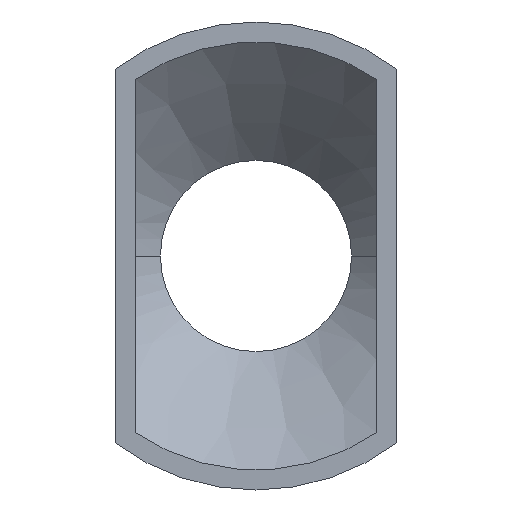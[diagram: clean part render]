
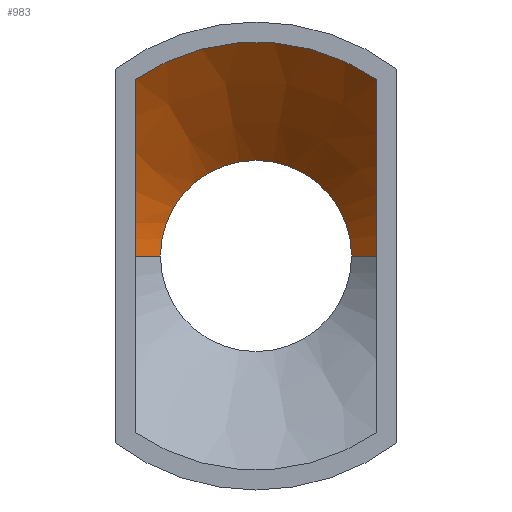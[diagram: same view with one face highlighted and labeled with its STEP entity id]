
A CAD part, front view. The second image highlights one B-rep face of the part: STEP entity #983.
In plain terms, the highlighted conical face has half-angle 46.736 degrees and reference radius 4.65 mm.
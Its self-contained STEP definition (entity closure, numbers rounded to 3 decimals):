
#608=CARTESIAN_POINT('',(2.4,-2.573,3.507));
#609=VERTEX_POINT('',#608);
#616=CARTESIAN_POINT('',(2.4,-0.832,0.));
#617=VERTEX_POINT('',#616);
#618=CARTESIAN_POINT('',(2.4,-0.832,0.));
#619=CARTESIAN_POINT('',(2.4,-0.832,0.041));
#620=CARTESIAN_POINT('',(2.4,-0.833,0.083));
#621=CARTESIAN_POINT('',(2.4,-0.835,0.124));
#622=CARTESIAN_POINT('',(2.4,-0.837,0.166));
#623=CARTESIAN_POINT('',(2.4,-0.84,0.207));
#624=CARTESIAN_POINT('',(2.4,-0.844,0.249));
#625=CARTESIAN_POINT('',(2.4,-0.848,0.29));
#626=CARTESIAN_POINT('',(2.4,-0.853,0.331));
#627=CARTESIAN_POINT('',(2.4,-0.859,0.373));
#628=CARTESIAN_POINT('',(2.4,-0.865,0.414));
#629=CARTESIAN_POINT('',(2.4,-0.872,0.455));
#630=CARTESIAN_POINT('',(2.4,-0.879,0.496));
#631=CARTESIAN_POINT('',(2.4,-0.887,0.537));
#632=CARTESIAN_POINT('',(2.4,-0.896,0.578));
#633=CARTESIAN_POINT('',(2.4,-0.905,0.618));
#634=CARTESIAN_POINT('',(2.4,-0.915,0.659));
#635=CARTESIAN_POINT('',(2.4,-0.925,0.699));
#636=CARTESIAN_POINT('',(2.4,-0.936,0.74));
#637=CARTESIAN_POINT('',(2.4,-0.948,0.78));
#638=CARTESIAN_POINT('',(2.4,-0.959,0.82));
#639=CARTESIAN_POINT('',(2.4,-0.972,0.859));
#640=CARTESIAN_POINT('',(2.4,-0.985,0.899));
#641=CARTESIAN_POINT('',(2.4,-0.998,0.938));
#642=CARTESIAN_POINT('',(2.4,-1.012,0.977));
#643=CARTESIAN_POINT('',(2.4,-1.026,1.016));
#644=CARTESIAN_POINT('',(2.4,-1.04,1.055));
#645=CARTESIAN_POINT('',(2.4,-1.055,1.094));
#646=CARTESIAN_POINT('',(2.4,-1.07,1.132));
#647=CARTESIAN_POINT('',(2.4,-1.086,1.171));
#648=CARTESIAN_POINT('',(2.4,-1.102,1.209));
#649=CARTESIAN_POINT('',(2.4,-1.118,1.247));
#650=CARTESIAN_POINT('',(2.4,-1.135,1.285));
#651=CARTESIAN_POINT('',(2.4,-1.152,1.323));
#652=CARTESIAN_POINT('',(2.4,-1.169,1.36));
#653=CARTESIAN_POINT('',(2.4,-1.187,1.398));
#654=CARTESIAN_POINT('',(2.4,-1.205,1.435));
#655=CARTESIAN_POINT('',(2.4,-1.223,1.472));
#656=CARTESIAN_POINT('',(2.4,-1.241,1.51));
#657=CARTESIAN_POINT('',(2.4,-1.26,1.547));
#658=CARTESIAN_POINT('',(2.4,-1.279,1.584));
#659=CARTESIAN_POINT('',(2.4,-1.298,1.62));
#660=CARTESIAN_POINT('',(2.4,-1.318,1.657));
#661=CARTESIAN_POINT('',(2.4,-1.337,1.694));
#662=CARTESIAN_POINT('',(2.4,-1.357,1.73));
#663=CARTESIAN_POINT('',(2.4,-1.377,1.766));
#664=CARTESIAN_POINT('',(2.4,-1.398,1.803));
#665=CARTESIAN_POINT('',(2.4,-1.418,1.839));
#666=CARTESIAN_POINT('',(2.4,-1.439,1.875));
#667=CARTESIAN_POINT('',(2.4,-1.481,1.947));
#668=CARTESIAN_POINT('',(2.4,-1.524,2.018));
#669=CARTESIAN_POINT('',(2.4,-1.567,2.089));
#670=CARTESIAN_POINT('',(2.4,-1.611,2.159));
#671=CARTESIAN_POINT('',(2.4,-1.656,2.229));
#672=CARTESIAN_POINT('',(2.4,-1.701,2.299));
#673=CARTESIAN_POINT('',(2.4,-1.723,2.334));
#674=CARTESIAN_POINT('',(2.4,-1.746,2.368));
#675=CARTESIAN_POINT('',(2.4,-1.769,2.403));
#676=CARTESIAN_POINT('',(2.4,-1.792,2.437));
#677=CARTESIAN_POINT('',(2.4,-1.815,2.472));
#678=CARTESIAN_POINT('',(2.4,-1.838,2.506));
#679=CARTESIAN_POINT('',(2.4,-1.885,2.574));
#680=CARTESIAN_POINT('',(2.4,-1.932,2.642));
#681=CARTESIAN_POINT('',(2.4,-1.98,2.71));
#682=CARTESIAN_POINT('',(2.4,-2.028,2.778));
#683=CARTESIAN_POINT('',(2.4,-2.076,2.845));
#684=CARTESIAN_POINT('',(2.4,-2.124,2.912));
#685=CARTESIAN_POINT('',(2.4,-2.173,2.979));
#686=CARTESIAN_POINT('',(2.4,-2.222,3.046));
#687=CARTESIAN_POINT('',(2.4,-2.272,3.112));
#688=CARTESIAN_POINT('',(2.4,-2.321,3.179));
#689=CARTESIAN_POINT('',(2.4,-2.371,3.245));
#690=CARTESIAN_POINT('',(2.4,-2.421,3.311));
#691=CARTESIAN_POINT('',(2.4,-2.471,3.376));
#692=CARTESIAN_POINT('',(2.4,-2.522,3.442));
#693=CARTESIAN_POINT('',(2.4,-2.573,3.507));
#694=B_SPLINE_CURVE_WITH_KNOTS('',3,(#618,#619,#620,#621,#622,#623,#624,#625,#626,#627,#628,#629,#630,#631,#632,#633,#634,#635,#636,#637,#638,#639,#640,#641,#642,#643,
#644,#645,#646,#647,#648,#649,#650,#651,#652,#653,#654,#655,#656,#657,#658,#659,#660,#661,#662,#663,#664,#665,#666,#667,#668,
#669,#670,#671,#672,#673,#674,#675,#676,#677,#678,#679,#680,#681,#682,#683,#684,#685,#686,#687,#688,#689,#690,#691,#692,#693),.UNSPECIFIED.,.F.,.F.,(4,3,3,3,3,3,3,3,3,3,3,3,3,3,3,3,3,3,3,3,3,3,3,3,3,4),(0.,0.124,0.249,0.374,0.499,0.624,0.749,0.874,0.999,1.123,1.247,1.371,1.496,1.62,1.745,1.869,1.994,2.243,2.493,2.617,2.741,2.989,3.238,3.486,3.735,3.983),.UNSPECIFIED.);
#695=EDGE_CURVE('',#617,#609,#694,.T.);
#787=CARTESIAN_POINT('',(-2.4,-2.573,3.507));
#788=VERTEX_POINT('',#787);
#795=CARTESIAN_POINT('',(-0.,-2.573,0.));
#796=DIRECTION('',(-0.,1.,0.));
#797=DIRECTION('',(1.,0.,0.));
#798=AXIS2_PLACEMENT_3D('',#795,#796,#797);
#799=CIRCLE('',#798,4.25);
#800=EDGE_CURVE('',#788,#609,#799,.T.);
#812=CARTESIAN_POINT('',(-2.4,-0.832,-0.));
#813=VERTEX_POINT('',#812);
#878=CARTESIAN_POINT('',(-2.4,-2.573,3.507));
#879=CARTESIAN_POINT('',(-2.4,-2.522,3.442));
#880=CARTESIAN_POINT('',(-2.4,-2.472,3.376));
#881=CARTESIAN_POINT('',(-2.4,-2.421,3.311));
#882=CARTESIAN_POINT('',(-2.4,-2.371,3.245));
#883=CARTESIAN_POINT('',(-2.4,-2.321,3.179));
#884=CARTESIAN_POINT('',(-2.4,-2.272,3.112));
#885=CARTESIAN_POINT('',(-2.4,-2.222,3.046));
#886=CARTESIAN_POINT('',(-2.4,-2.173,2.979));
#887=CARTESIAN_POINT('',(-2.4,-2.125,2.912));
#888=CARTESIAN_POINT('',(-2.4,-2.076,2.845));
#889=CARTESIAN_POINT('',(-2.4,-2.028,2.778));
#890=CARTESIAN_POINT('',(-2.4,-1.98,2.71));
#891=CARTESIAN_POINT('',(-2.4,-1.932,2.642));
#892=CARTESIAN_POINT('',(-2.4,-1.885,2.574));
#893=CARTESIAN_POINT('',(-2.4,-1.838,2.506));
#894=CARTESIAN_POINT('',(-2.4,-1.792,2.437));
#895=CARTESIAN_POINT('',(-2.4,-1.746,2.368));
#896=CARTESIAN_POINT('',(-2.4,-1.7,2.298));
#897=CARTESIAN_POINT('',(-2.4,-1.655,2.229));
#898=CARTESIAN_POINT('',(-2.4,-1.611,2.159));
#899=CARTESIAN_POINT('',(-2.4,-1.567,2.088));
#900=CARTESIAN_POINT('',(-2.4,-1.524,2.018));
#901=CARTESIAN_POINT('',(-2.4,-1.481,1.947));
#902=CARTESIAN_POINT('',(-2.4,-1.439,1.875));
#903=CARTESIAN_POINT('',(-2.4,-1.419,1.839));
#904=CARTESIAN_POINT('',(-2.4,-1.398,1.803));
#905=CARTESIAN_POINT('',(-2.4,-1.378,1.767));
#906=CARTESIAN_POINT('',(-2.4,-1.358,1.731));
#907=CARTESIAN_POINT('',(-2.4,-1.338,1.695));
#908=CARTESIAN_POINT('',(-2.4,-1.318,1.658));
#909=CARTESIAN_POINT('',(-2.4,-1.299,1.622));
#910=CARTESIAN_POINT('',(-2.4,-1.28,1.585));
#911=CARTESIAN_POINT('',(-2.4,-1.261,1.548));
#912=CARTESIAN_POINT('',(-2.4,-1.242,1.511));
#913=CARTESIAN_POINT('',(-2.4,-1.224,1.474));
#914=CARTESIAN_POINT('',(-2.4,-1.205,1.437));
#915=CARTESIAN_POINT('',(-2.4,-1.169,1.362));
#916=CARTESIAN_POINT('',(-2.4,-1.135,1.286));
#917=CARTESIAN_POINT('',(-2.4,-1.102,1.209));
#918=CARTESIAN_POINT('',(-2.4,-1.07,1.133));
#919=CARTESIAN_POINT('',(-2.4,-1.039,1.055));
#920=CARTESIAN_POINT('',(-2.4,-1.012,0.977));
#921=CARTESIAN_POINT('',(-2.4,-0.984,0.898));
#922=CARTESIAN_POINT('',(-2.4,-0.959,0.819));
#923=CARTESIAN_POINT('',(-2.4,-0.936,0.739));
#924=CARTESIAN_POINT('',(-2.4,-0.925,0.699));
#925=CARTESIAN_POINT('',(-2.4,-0.915,0.659));
#926=CARTESIAN_POINT('',(-2.4,-0.906,0.619));
#927=CARTESIAN_POINT('',(-2.4,-0.896,0.578));
#928=CARTESIAN_POINT('',(-2.4,-0.887,0.538));
#929=CARTESIAN_POINT('',(-2.4,-0.88,0.497));
#930=CARTESIAN_POINT('',(-2.4,-0.872,0.457));
#931=CARTESIAN_POINT('',(-2.4,-0.865,0.416));
#932=CARTESIAN_POINT('',(-2.4,-0.859,0.374));
#933=CARTESIAN_POINT('',(-2.4,-0.853,0.333));
#934=CARTESIAN_POINT('',(-2.4,-0.848,0.292));
#935=CARTESIAN_POINT('',(-2.4,-0.844,0.25));
#936=CARTESIAN_POINT('',(-2.4,-0.84,0.209));
#937=CARTESIAN_POINT('',(-2.4,-0.837,0.167));
#938=CARTESIAN_POINT('',(-2.4,-0.835,0.125));
#939=CARTESIAN_POINT('',(-2.4,-0.833,0.084));
#940=CARTESIAN_POINT('',(-2.4,-0.832,0.042));
#941=CARTESIAN_POINT('',(-2.4,-0.832,-0.));
#942=B_SPLINE_CURVE_WITH_KNOTS('',3,(#878,#879,#880,#881,#882,#883,#884,#885,#886,#887,#888,#889,#890,#891,#892,#893,#894,#895,#896,#897,#898,#899,#900,#901,#902,#903,
#904,#905,#906,#907,#908,#909,#910,#911,#912,#913,#914,#915,#916,#917,#918,#919,#920,#921,#922,#923,#924,#925,#926,#927,#928,
#929,#930,#931,#932,#933,#934,#935,#936,#937,#938,#939,#940,#941),.UNSPECIFIED.,.F.,.F.,(4,3,3,3,3,3,3,3,3,3,3,3,3,3,3,3,3,3,3,3,3,4),(0.,0.248,0.497,0.745,0.994,1.243,1.491,1.74,1.989,2.113,2.237,2.361,2.486,2.736,2.985,3.234,3.359,3.483,3.608,3.733,3.858,3.983),.UNSPECIFIED.);
#943=EDGE_CURVE('',#788,#813,#942,.T.);
#950=CARTESIAN_POINT('',(-0.,-2.949,0.));
#951=DIRECTION('',(0.,-1.,0.));
#952=DIRECTION('',(-1.,-0.,0.));
#953=AXIS2_PLACEMENT_3D('',#950,#951,#952);
#954=CONICAL_SURFACE('',#953,4.65,46.736);
#955=CARTESIAN_POINT('',(1.9,-0.361,-0.));
#956=VERTEX_POINT('',#955);
#957=CARTESIAN_POINT('',(-1.9,-0.361,0.));
#958=VERTEX_POINT('',#957);
#959=CARTESIAN_POINT('',(-0.,-0.361,0.));
#960=DIRECTION('',(0.,-1.,0.));
#961=DIRECTION('',(-1.,-0.,0.));
#962=AXIS2_PLACEMENT_3D('',#959,#960,#961);
#963=CIRCLE('',#962,1.9);
#964=EDGE_CURVE('',#956,#958,#963,.T.);
#965=ORIENTED_EDGE('',*,*,#964,.F.);
#966=CARTESIAN_POINT('',(1.9,-0.361,-0.));
#967=DIRECTION('',(0.728,-0.685,-0.));
#968=VECTOR('',#967,0.687);
#969=LINE('',#966,#968);
#970=EDGE_CURVE('',#956,#617,#969,.T.);
#971=ORIENTED_EDGE('',*,*,#970,.T.);
#972=ORIENTED_EDGE('',*,*,#695,.T.);
#973=ORIENTED_EDGE('',*,*,#800,.F.);
#974=ORIENTED_EDGE('',*,*,#943,.T.);
#975=CARTESIAN_POINT('',(-1.9,-0.361,0.));
#976=DIRECTION('',(-0.728,-0.685,0.));
#977=VECTOR('',#976,0.687);
#978=LINE('',#975,#977);
#979=EDGE_CURVE('',#958,#813,#978,.T.);
#980=ORIENTED_EDGE('',*,*,#979,.F.);
#981=EDGE_LOOP('',(#965,#971,#972,#973,#974,#980));
#982=FACE_BOUND('',#981,.T.);
#983=ADVANCED_FACE('',(#982),#954,.F.);
